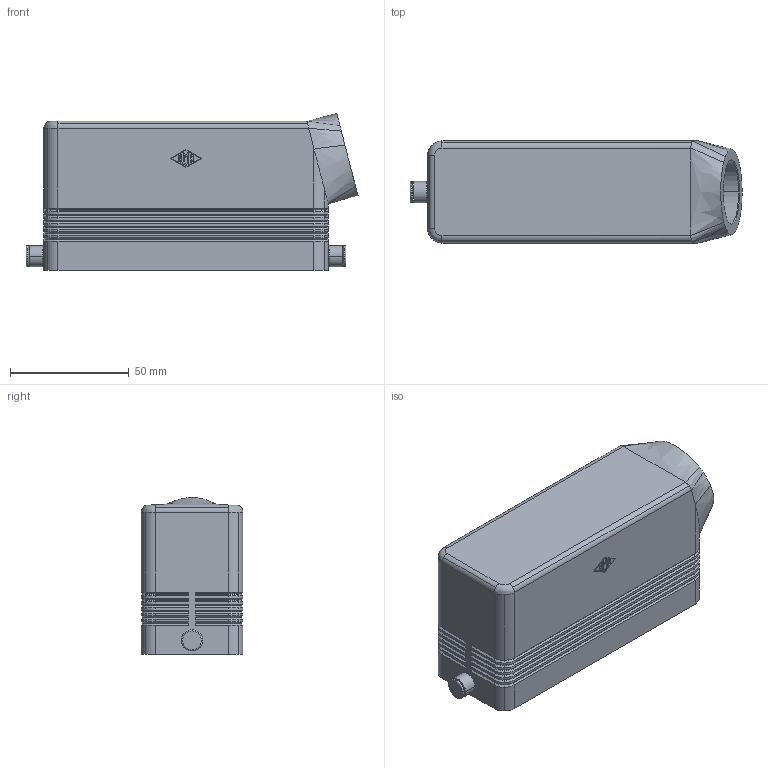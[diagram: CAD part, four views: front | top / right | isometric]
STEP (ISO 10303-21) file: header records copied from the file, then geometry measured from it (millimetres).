
FILE_DESCRIPTION((''),'2;1');
FILE_NAME('CMO 16 L.stp','2006-12-22T10:52:22',('gembarski'),(''),'Autodesk Inventor 7','Autodesk Inventor 7','');
FILE_SCHEMA(('AUTOMOTIVE_DESIGN { 1 0 10303 214 1 1 1 1 }'));
Length unit declared in the file: millimetre
Products named in the file (1): CH Tüllengehäuse für einen Einsatz Teil 3
Bounding box: 140.07 x 43 x 66.21 mm (x, y, z)
Volume: 88202.2 mm3; surface area: 51047 mm2
Topology: 1 solids, 1 shells, 505 faces, 1187 edges, 698 vertices
Faces by surface type: plane 186, cylinder 115, bspline 98, cone 98, torus 8
Entity records: 15207 total; most frequent: CARTESIAN_POINT 3809, DIRECTION 2367, ORIENTED_EDGE 2358, EDGE_CURVE 1179, AXIS2_PLACEMENT_3D 796, VECTOR 775, LINE 775, VERTEX_POINT 698
